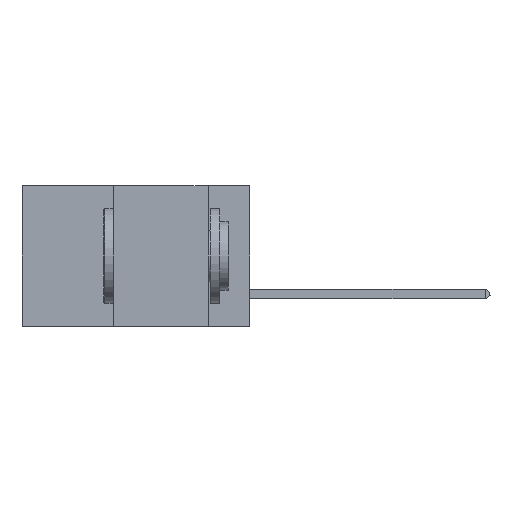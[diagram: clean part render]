
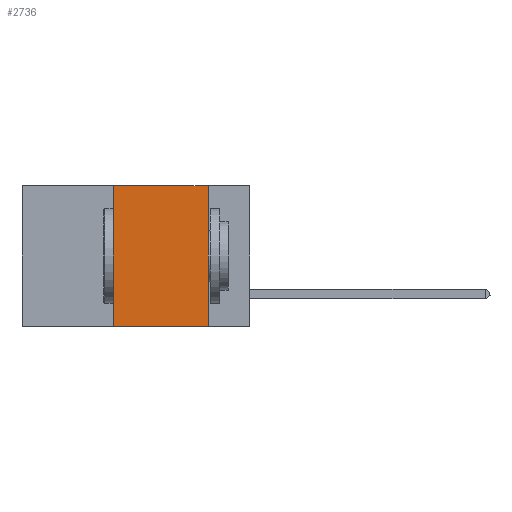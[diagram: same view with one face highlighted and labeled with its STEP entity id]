
A CAD part, left-side view. The second image highlights one B-rep face of the part: STEP entity #2736.
In plain terms, the highlighted planar face has unit normal (-1, 0, 0).
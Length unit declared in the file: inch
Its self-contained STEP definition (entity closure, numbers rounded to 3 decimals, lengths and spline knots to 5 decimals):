
#259 = EDGE_CURVE ( 'NONE', #6153, #21463, #2886, .T. ) ;
#2412 = CARTESIAN_POINT ( 'NONE',  ( 0., 0.36, -0.37 ) ) ;
#2575 = VERTEX_POINT ( 'NONE', #3317 ) ;
#2650 = EDGE_CURVE ( 'NONE', #21463, #2575, #21876, .T. ) ;
#2736 = ADVANCED_FACE ( 'NONE', ( #2753 ), #17285, .F. ) ;
#2753 = FACE_OUTER_BOUND ( 'NONE', #20990, .T. ) ;
#2886 = LINE ( 'NONE', #20478, #29084 ) ;
#3317 = CARTESIAN_POINT ( 'NONE',  ( 0., 0.11, -0.37 ) ) ;
#3698 = CARTESIAN_POINT ( 'NONE',  ( 0., 0.6, 0. ) ) ;
#5695 = ORIENTED_EDGE ( 'NONE', *, *, #2650, .F. ) ;
#6153 = VERTEX_POINT ( 'NONE', #12384 ) ;
#8327 = LINE ( 'NONE', #17605, #25654 ) ;
#8575 = VECTOR ( 'NONE', #8720, 39.37008 ) ;
#8720 = DIRECTION ( 'NONE',  ( 0., -1., 0. ) ) ;
#10255 = DIRECTION ( 'NONE',  ( 1., 0., 0. ) ) ;
#10535 = ORIENTED_EDGE ( 'NONE', *, *, #259, .F. ) ;
#10712 = CARTESIAN_POINT ( 'NONE',  ( 0., 0.6, -0.37 ) ) ;
#10729 = DIRECTION ( 'NONE',  ( 0., 0., -1. ) ) ;
#12306 = VECTOR ( 'NONE', #28627, 39.37008 ) ;
#12384 = CARTESIAN_POINT ( 'NONE',  ( 0., 0.36, 0. ) ) ;
#12475 = EDGE_CURVE ( 'NONE', #13752, #2575, #28044, .T. ) ;
#12684 = DIRECTION ( 'NONE',  ( 0., 0., 1. ) ) ;
#13752 = VERTEX_POINT ( 'NONE', #2412 ) ;
#16998 = EDGE_CURVE ( 'NONE', #13752, #6153, #8327, .T. ) ;
#17285 = PLANE ( 'NONE',  #26648 ) ;
#17605 = CARTESIAN_POINT ( 'NONE',  ( 0., 0.36, 0. ) ) ;
#19440 = CARTESIAN_POINT ( 'NONE',  ( 0., 0.11, 0. ) ) ;
#20478 = CARTESIAN_POINT ( 'NONE',  ( 0., 0.6, 0. ) ) ;
#20990 = EDGE_LOOP ( 'NONE', ( #5695, #10535, #28528, #21730 ) ) ;
#21463 = VERTEX_POINT ( 'NONE', #28511 ) ;
#21730 = ORIENTED_EDGE ( 'NONE', *, *, #12475, .T. ) ;
#21876 = LINE ( 'NONE', #19440, #12306 ) ;
#25654 = VECTOR ( 'NONE', #12684, 39.37008 ) ;
#26648 = AXIS2_PLACEMENT_3D ( 'NONE', #3698, #10255, #10729 ) ;
#27488 = DIRECTION ( 'NONE',  ( 0., -1., 0. ) ) ;
#28044 = LINE ( 'NONE', #10712, #8575 ) ;
#28511 = CARTESIAN_POINT ( 'NONE',  ( 0., 0.11, 0. ) ) ;
#28528 = ORIENTED_EDGE ( 'NONE', *, *, #16998, .F. ) ;
#28627 = DIRECTION ( 'NONE',  ( 0., 0., -1. ) ) ;
#29084 = VECTOR ( 'NONE', #27488, 39.37008 ) ;
